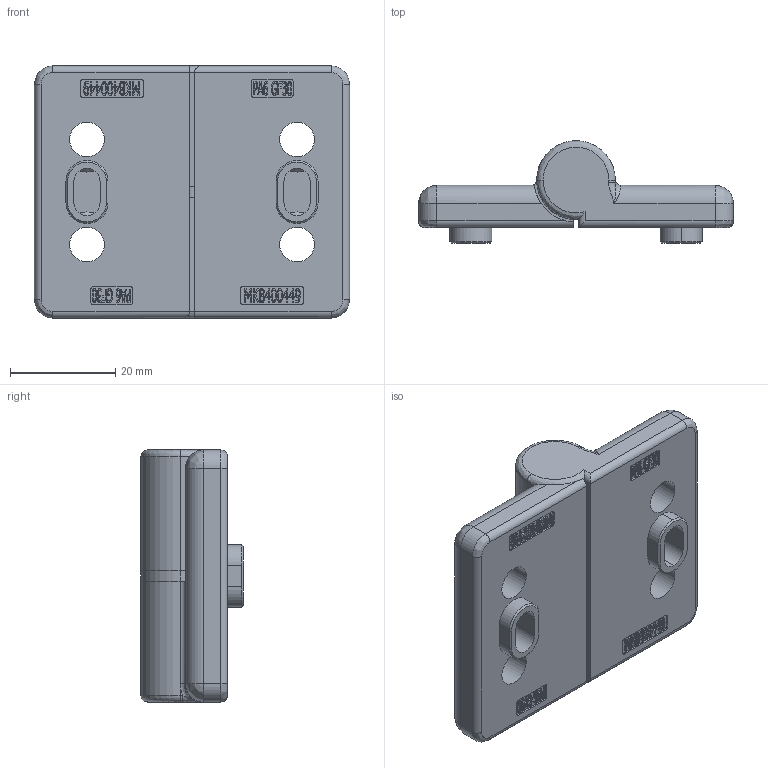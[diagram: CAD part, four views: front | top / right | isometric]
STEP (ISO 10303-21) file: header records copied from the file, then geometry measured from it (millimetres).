
FILE_DESCRIPTION (( 'STEP AP203' ), '1' );
FILE_NAME ('SZ0773S.stp', '2011-11-11T15:49:40', ( 'Tony' ), ( '' ), 'SwSTEP 2.0', 'SolidWorks 2012', '' );
FILE_SCHEMA (( 'CONFIG_CONTROL_DESIGN' ));
Length unit declared in the file: millimetre
Products named in the file (1): SZ0773S
Bounding box: 60 x 19.5 x 48 mm (x, y, z)
Surface area: 10339.8 mm2 (no closed solid volume)
Topology: 0 solids, 3 shells, 684 faces, 1898 edges, 1246 vertices
Faces by surface type: plane 312, bspline 284, cylinder 74, cone 14
Entity records: 23899 total; most frequent: CARTESIAN_POINT 8259, ORIENTED_EDGE 3646, DIRECTION 2288, EDGE_CURVE 1892, VERTEX_POINT 1246, LINE 1166, VECTOR 1166, EDGE_LOOP 760
